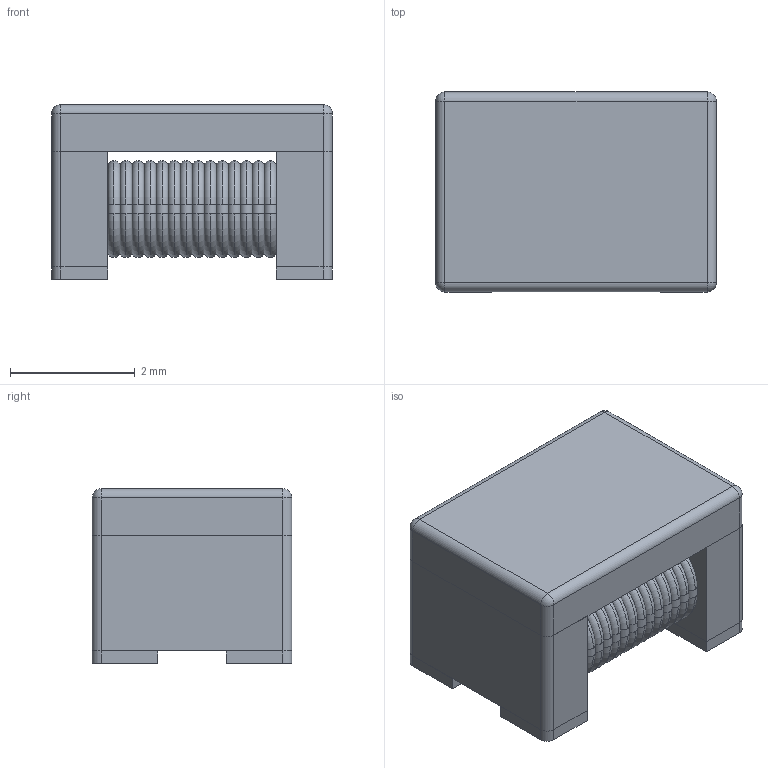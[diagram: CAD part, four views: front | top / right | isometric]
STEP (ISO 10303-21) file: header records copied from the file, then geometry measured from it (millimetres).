
FILE_DESCRIPTION (( 'STEP AP214' ), '1' );
FILE_NAME ('SRF4532TA-900Y.STEP', '2024-08-29T11:26:09', ( '' ), ( '' ), 'SwSTEP 2.0', 'SolidWorks 2023', '' );
FILE_SCHEMA (( 'AUTOMOTIVE_DESIGN' ));
Length unit declared in the file: millimetre
Products named in the file (1): SRF4532TA-900Y
Bounding box: 4.5 x 3.2 x 2.8 mm (x, y, z)
Volume: 28.6 mm3; surface area: 163.9 mm2
Topology: 20 solids, 20 shells, 294 faces, 720 edges, 436 vertices
Faces by surface type: cylinder 132, torus 112, plane 46, sphere 4
Entity records: 11778 total; most frequent: DIRECTION 1794, CARTESIAN_POINT 1447, ORIENTED_EDGE 1432, AXIS2_PLACEMENT_3D 783, EDGE_CURVE 716, CIRCLE 488, VERTEX_POINT 436, EDGE_LOOP 296
